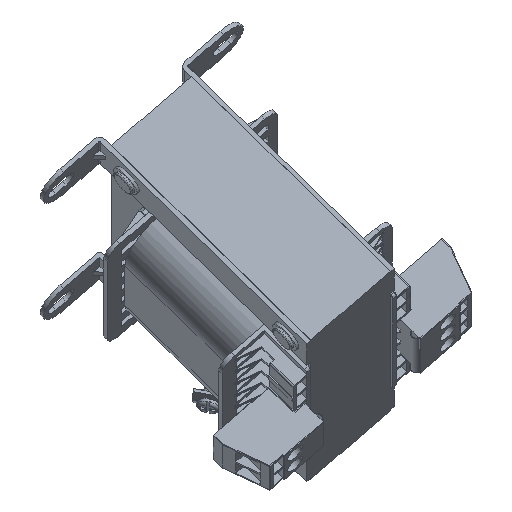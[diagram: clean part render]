
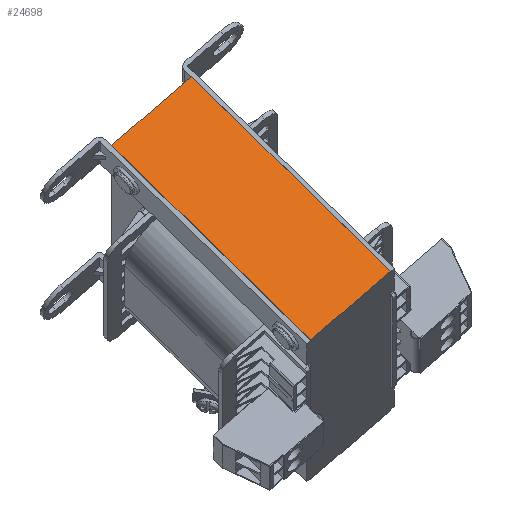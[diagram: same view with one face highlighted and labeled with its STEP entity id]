
A CAD part, top view. The second image highlights one B-rep face of the part: STEP entity #24698.
In plain terms, the highlighted planar face has unit normal (0, 0.398, 0.917).
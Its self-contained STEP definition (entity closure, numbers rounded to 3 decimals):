
#456=DIRECTION('',(-0.73,-0.627,0.272));
#457=VECTOR('',#456,32.);
#458=CARTESIAN_POINT('',(173.229,-14.02,61.742));
#459=LINE('',#458,#457);
#910=DIRECTION('',(0.684,-0.67,0.29));
#911=VECTOR('',#910,85.);
#912=CARTESIAN_POINT('',(91.758,22.813,45.78));
#913=LINE('',#912,#911);
#7916=DIRECTION('',(0.73,0.627,-0.272));
#7917=VECTOR('',#7916,32.);
#7918=CARTESIAN_POINT('',(91.758,22.813,45.78));
#7919=LINE('',#7918,#7917);
#7944=DIRECTION('',(0.684,-0.67,0.29));
#7945=VECTOR('',#7944,85.);
#7946=CARTESIAN_POINT('',(115.108,42.89,37.079));
#7947=LINE('',#7946,#7945);
#10425=CARTESIAN_POINT('',(91.758,22.813,45.78));
#10426=CARTESIAN_POINT('',(115.108,42.89,37.079));
#10427=VERTEX_POINT('',#10425);
#10428=VERTEX_POINT('',#10426);
#10473=CARTESIAN_POINT('',(173.229,-14.02,
61.742));
#10474=CARTESIAN_POINT('',(149.879,-34.096,
70.442));
#10475=VERTEX_POINT('',#10473);
#10476=VERTEX_POINT('',#10474);
#24687=CARTESIAN_POINT('',(138.305,-1.294,
56.227));
#24688=DIRECTION('',(0.,0.398,0.918));
#24689=DIRECTION('',(-0.684,0.67,-0.29));
#24690=AXIS2_PLACEMENT_3D('',#24687,#24688,#24689);
#24691=PLANE('',#24690);
#24692=ORIENTED_EDGE('',*,*,#15148,.F.);
#24693=ORIENTED_EDGE('',*,*,#24670,.T.);
#24694=ORIENTED_EDGE('',*,*,#14486,.T.);
#24695=ORIENTED_EDGE('',*,*,#14603,.T.);
#24696=EDGE_LOOP('',(#24692,#24693,#24694,#24695));
#24697=FACE_OUTER_BOUND('',#24696,.F.);
#24698=ADVANCED_FACE('',(#24697),#24691,.T.);
#14486=EDGE_CURVE('',#10428,#10475,#7947,.T.);
#14603=EDGE_CURVE('',#10475,#10476,#459,.T.);
#15148=EDGE_CURVE('',#10427,#10476,#913,.T.);
#24670=EDGE_CURVE('',#10427,#10428,#7919,.T.);
